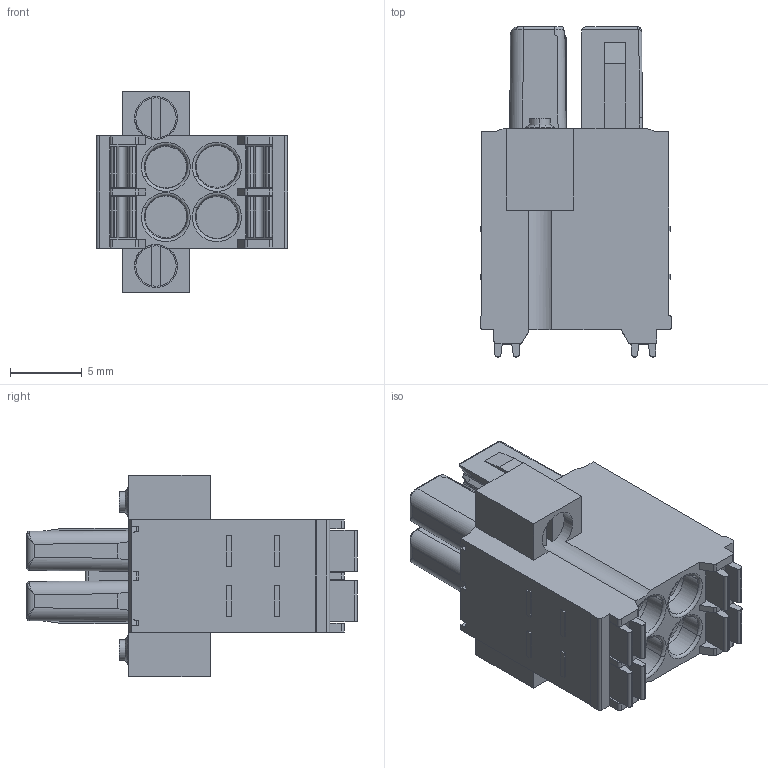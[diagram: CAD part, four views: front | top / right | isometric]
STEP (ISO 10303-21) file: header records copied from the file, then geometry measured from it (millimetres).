
FILE_DESCRIPTION((''),'2;1');
FILE_NAME('TLPSDW-010-1','2024-09-25T15:44:43',('sheji109'),(''),'CREO PARAMETRIC BY PTC INC, 2018100','CREO PARAMETRIC BY PTC INC, 2018100','');
FILE_SCHEMA(('CONFIG_CONTROL_DESIGN'));
Length unit declared in the file: millimetre
Products named in the file (1): TLPSDW-010-1
Bounding box: 13.31 x 22.95 x 14 mm (x, y, z)
Volume: 1832.5 mm3; surface area: 1623.4 mm2
Topology: 1 solids, 1 shells, 477 faces, 1279 edges, 830 vertices
Faces by surface type: plane 282, cylinder 119, bspline 38, cone 20, torus 18
Entity records: 16838 total; most frequent: CARTESIAN_POINT 5253, ORIENTED_EDGE 2558, DIRECTION 2157, EDGE_CURVE 1279, VECTOR 831, LINE 831, VERTEX_POINT 830, AXIS2_PLACEMENT_3D 663
